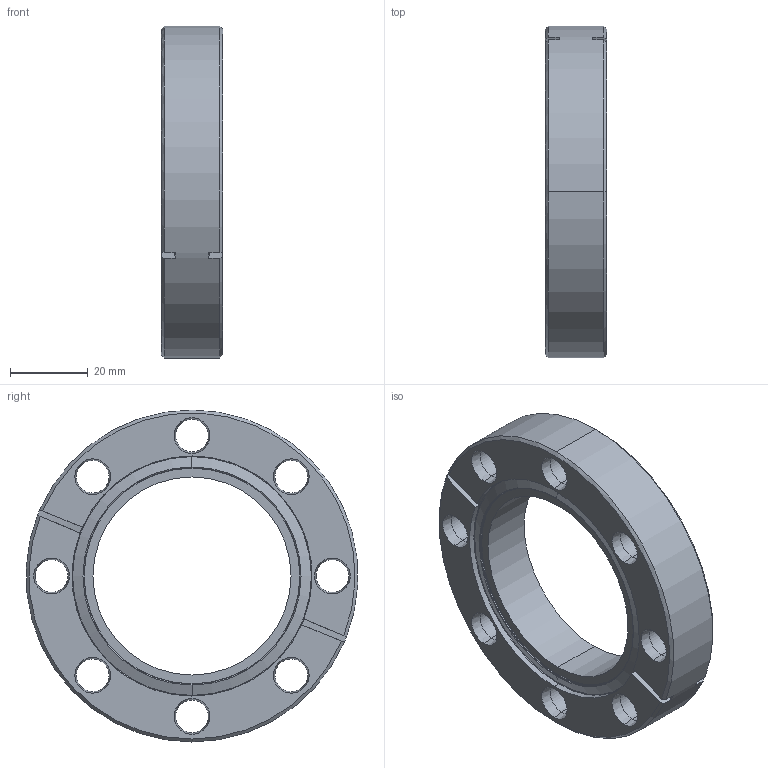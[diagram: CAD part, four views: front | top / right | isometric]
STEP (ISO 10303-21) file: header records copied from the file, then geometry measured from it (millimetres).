
FILE_DESCRIPTION (( 'STEP AP214' ), '1' );
FILE_NAME ('140017.STEP', '2024-03-11T14:55:35', ( '' ), ( '' ), 'SwSTEP 2.0', 'SolidWorks 2022', '' );
FILE_SCHEMA (( 'AUTOMOTIVE_DESIGN' ));
Length unit declared in the file: inch
Products named in the file (1): 140017
Bounding box: 15.75 x 85.49 x 85.6 mm (x, y, z)
Volume: 48354.3 mm3; surface area: 16967.5 mm2
Topology: 1 solids, 1 shells, 100 faces, 240 edges, 142 vertices
Faces by surface type: cone 42, cylinder 32, plane 14, torus 12
Entity records: 2998 total; most frequent: DIRECTION 560, CARTESIAN_POINT 531, ORIENTED_EDGE 480, EDGE_CURVE 240, AXIS2_PLACEMENT_3D 235, VERTEX_POINT 142, CIRCLE 134, EDGE_LOOP 118
